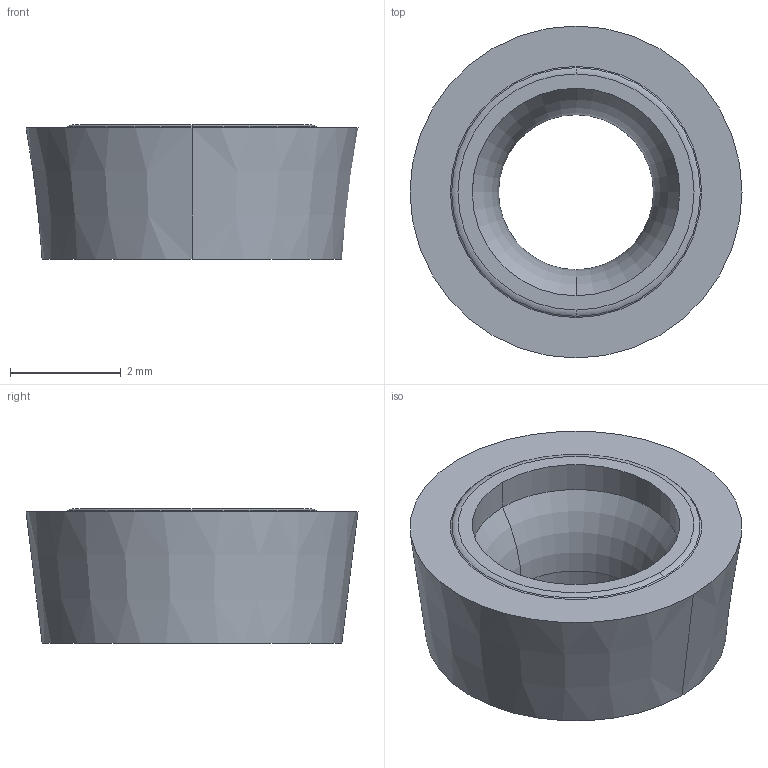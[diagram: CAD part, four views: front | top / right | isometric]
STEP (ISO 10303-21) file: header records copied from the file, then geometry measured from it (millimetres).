
FILE_DESCRIPTION((''),'2;1');
FILE_NAME('RCMT0602M0','2022-01-13T12:00:31',('tlyw01'),('PTC Japan'),'CREO PARAMETRIC BY PTC INC, 2018500','CREO PARAMETRIC BY PTC INC, 2018500','');
FILE_SCHEMA(('AUTOMOTIVE_DESIGN { 1 0 10303 214 1 1 1 1 }'));
Length unit declared in the file: millimetre
Products named in the file (1): RCMT0602M0
Bounding box: 6 x 6 x 2.43 mm (x, y, z)
Volume: 41.9 mm3; surface area: 102.7 mm2
Topology: 1 solids, 1 shells, 15 faces, 32 edges, 20 vertices
Faces by surface type: cone 4, torus 4, cylinder 4, plane 3
Entity records: 611 total; most frequent: DIRECTION 92, CARTESIAN_POINT 70, ORIENTED_EDGE 60, AXIS2_PLACEMENT_3D 42, PRESENTATION_STYLE_ASSIGNMENT 35, STYLED_ITEM 35, CURVE_STYLE 34, EDGE_CURVE 30
